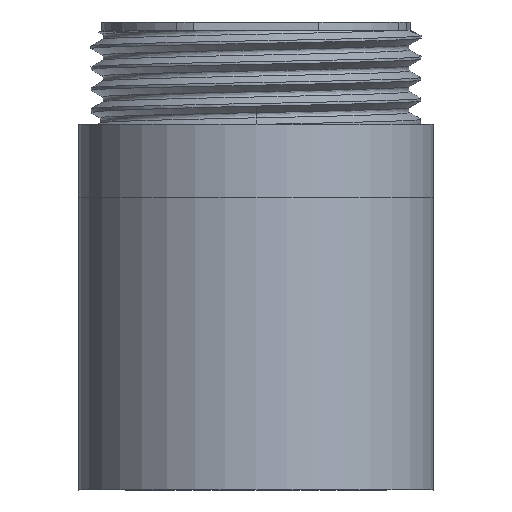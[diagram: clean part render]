
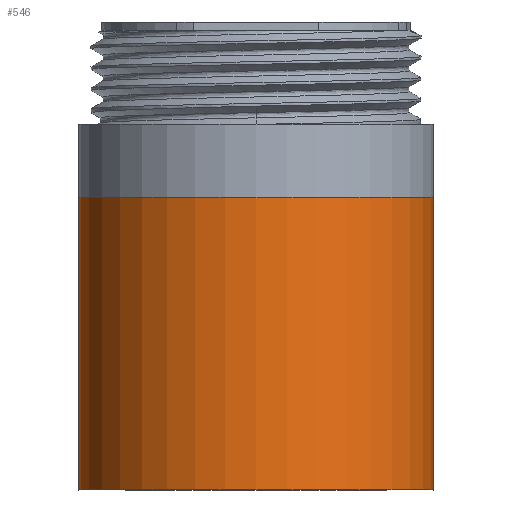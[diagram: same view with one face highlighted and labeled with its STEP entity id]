
A CAD part, left-side view. The second image highlights one B-rep face of the part: STEP entity #546.
In plain terms, the highlighted cylindrical face has radius 4.25 mm (diameter 8.5 mm), a full revolution.
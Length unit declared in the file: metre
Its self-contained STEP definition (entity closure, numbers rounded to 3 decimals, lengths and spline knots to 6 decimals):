
#152=ORIENTED_EDGE('',*,*,#287,.T.);
#153=ORIENTED_EDGE('',*,*,#288,.F.);
#287=EDGE_CURVE('',#358,#358,#408,.T.);
#288=EDGE_CURVE('',#359,#359,#409,.T.);
#358=VERTEX_POINT('',#870);
#359=VERTEX_POINT('',#873);
#408=CIRCLE('',#645,0.00425);
#409=CIRCLE('',#647,0.00425);
#435=EDGE_LOOP('',(#152));
#436=EDGE_LOOP('',(#153));
#488=FACE_BOUND('',#435,.T.);
#489=FACE_BOUND('',#436,.T.);
#531=CYLINDRICAL_SURFACE('',#646,0.00425);
#546=ADVANCED_FACE('',(#488,#489),#531,.T.);
#645=AXIS2_PLACEMENT_3D('',#869,#725,#726);
#646=AXIS2_PLACEMENT_3D('',#871,#727,#728);
#647=AXIS2_PLACEMENT_3D('',#872,#729,#730);
#725=DIRECTION('',(0.,0.,1.));
#726=DIRECTION('',(1.,0.,0.));
#727=DIRECTION('',(0.,0.,1.));
#728=DIRECTION('',(1.,0.,0.));
#729=DIRECTION('',(0.,0.,1.));
#730=DIRECTION('',(1.,0.,0.));
#869=CARTESIAN_POINT('',(0.,0.,0.));
#870=CARTESIAN_POINT('',(0.00425,0.,0.));
#871=CARTESIAN_POINT('',(0.,0.,0.));
#872=CARTESIAN_POINT('',(0.,0.,0.007));
#873=CARTESIAN_POINT('',(0.00425,0.,0.007));
